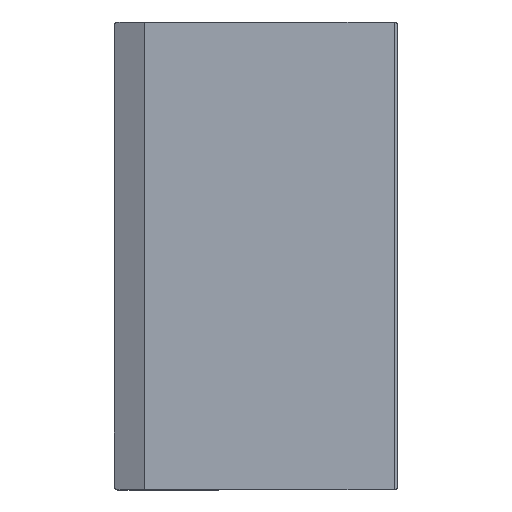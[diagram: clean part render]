
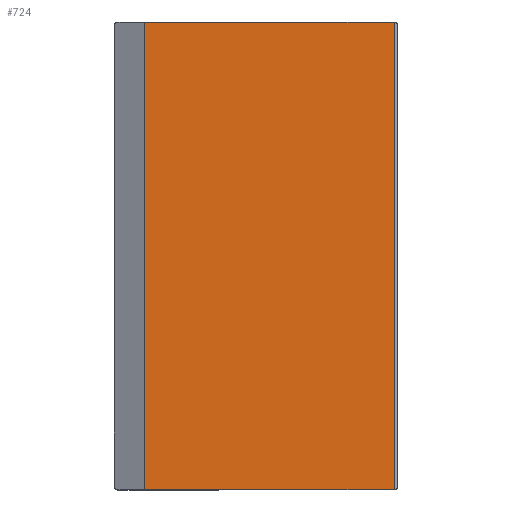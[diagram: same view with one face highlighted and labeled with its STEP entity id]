
A CAD part, top view. The second image highlights one B-rep face of the part: STEP entity #724.
In plain terms, the highlighted planar face has unit normal (0, 0, 1).
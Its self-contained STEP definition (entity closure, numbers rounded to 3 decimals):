
#50=PLANE('',#802);
#90=FACE_OUTER_BOUND('',#134,.T.);
#134=EDGE_LOOP('',(#669,#670,#671,#672));
#156=LINE('',#1080,#232);
#163=LINE('',#1095,#239);
#168=LINE('',#1110,#244);
#179=LINE('',#1134,#255);
#232=VECTOR('',#874,10.);
#239=VECTOR('',#885,10.);
#244=VECTOR('',#900,10.);
#255=VECTOR('',#921,10.);
#328=VERTEX_POINT('',#1071);
#331=VERTEX_POINT('',#1079);
#337=VERTEX_POINT('',#1093);
#342=VERTEX_POINT('',#1109);
#404=EDGE_CURVE('',#331,#328,#156,.T.);
#412=EDGE_CURVE('',#337,#328,#163,.T.);
#419=EDGE_CURVE('',#331,#342,#168,.T.);
#432=EDGE_CURVE('',#337,#342,#179,.T.);
#669=ORIENTED_EDGE('',*,*,#419,.F.);
#670=ORIENTED_EDGE('',*,*,#404,.T.);
#671=ORIENTED_EDGE('',*,*,#412,.F.);
#672=ORIENTED_EDGE('',*,*,#432,.T.);
#724=ADVANCED_FACE('',(#90),#50,.T.);
#802=AXIS2_PLACEMENT_3D('',#1215,#1007,#1008);
#874=DIRECTION('',(1.,0.,0.));
#885=DIRECTION('',(0.,-1.,0.));
#900=DIRECTION('',(0.,1.,0.));
#921=DIRECTION('',(-1.,0.,0.));
#1007=DIRECTION('center_axis',(0.,0.,1.));
#1008=DIRECTION('ref_axis',(1.,0.,0.));
#1071=CARTESIAN_POINT('',(36.5,0.,13.));
#1079=CARTESIAN_POINT('',(4.,0.,13.));
#1080=CARTESIAN_POINT('',(37.,0.,13.));
#1093=CARTESIAN_POINT('',(36.5,61.,13.));
#1095=CARTESIAN_POINT('',(36.5,15.25,13.));
#1109=CARTESIAN_POINT('',(4.,61.,13.));
#1110=CARTESIAN_POINT('',(4.,45.75,13.));
#1134=CARTESIAN_POINT('',(0.,61.,13.));
#1215=CARTESIAN_POINT('Origin',(18.5,30.5,13.));
